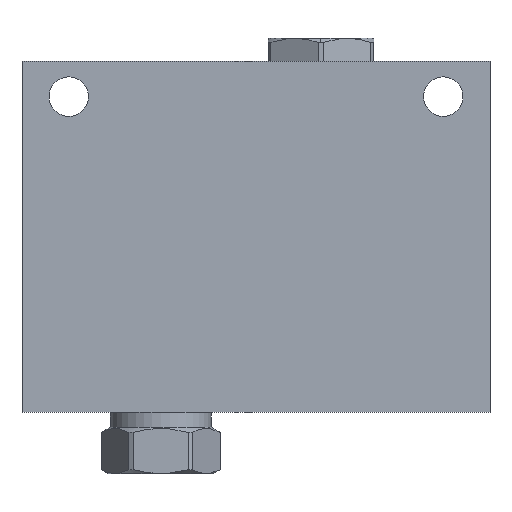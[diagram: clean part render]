
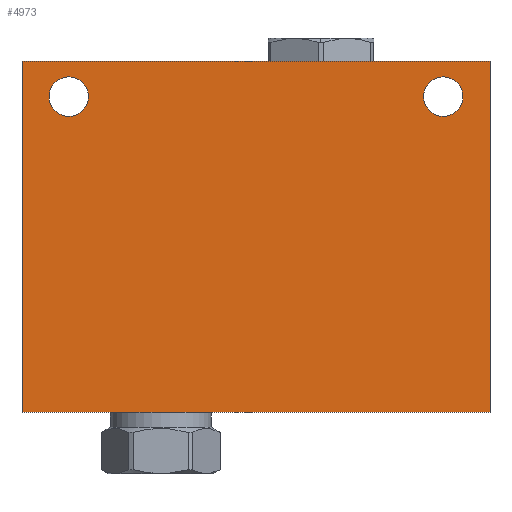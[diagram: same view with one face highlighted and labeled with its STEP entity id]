
A CAD part, front view. The second image highlights one B-rep face of the part: STEP entity #4973.
In plain terms, the highlighted planar face has unit normal (0, -1, 0).
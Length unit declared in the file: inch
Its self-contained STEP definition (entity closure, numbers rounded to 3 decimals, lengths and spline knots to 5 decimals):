
#5=DIRECTION('',(1.,0.,0.));
#6=VECTOR('',#5,5.);
#7=CARTESIAN_POINT('',(0.,-4.,0.));
#8=LINE('',#7,#6);
#105=DIRECTION('',(0.,0.,1.));
#106=VECTOR('',#105,3.75);
#107=CARTESIAN_POINT('',(5.,-4.,0.));
#108=LINE('',#107,#106);
#129=DIRECTION('',(0.,0.,1.));
#130=VECTOR('',#129,3.75);
#131=CARTESIAN_POINT('',(0.,-4.,0.));
#132=LINE('',#131,#130);
#133=CARTESIAN_POINT('',(4.5,-4.,3.375));
#134=DIRECTION('',(0.,1.,0.));
#135=DIRECTION('',(0.,0.,-1.));
#136=AXIS2_PLACEMENT_3D('',#133,#134,#135);
#138=CARTESIAN_POINT('',(4.5,-4.,3.375));
#139=DIRECTION('',(0.,1.,0.));
#140=DIRECTION('',(0.,0.,1.));
#141=AXIS2_PLACEMENT_3D('',#138,#139,#140);
#143=CARTESIAN_POINT('',(0.5,-4.,3.375));
#144=DIRECTION('',(0.,1.,0.));
#145=DIRECTION('',(0.,0.,-1.));
#146=AXIS2_PLACEMENT_3D('',#143,#144,#145);
#148=CARTESIAN_POINT('',(0.5,-4.,3.375));
#149=DIRECTION('',(0.,1.,0.));
#150=DIRECTION('',(0.,0.,1.));
#151=AXIS2_PLACEMENT_3D('',#148,#149,#150);
#165=DIRECTION('',(1.,0.,0.));
#166=VECTOR('',#165,5.);
#167=CARTESIAN_POINT('',(0.,-4.,3.75));
#168=LINE('',#167,#166);
#4269=CARTESIAN_POINT('',(0.,-4.,0.));
#4271=VERTEX_POINT('',#4269);
#4272=CARTESIAN_POINT('',(5.,-4.,0.));
#4273=VERTEX_POINT('',#4272);
#4277=CARTESIAN_POINT('',(0.,-4.,3.75));
#4279=VERTEX_POINT('',#4277);
#4280=CARTESIAN_POINT('',(5.,-4.,3.75));
#4281=VERTEX_POINT('',#4280);
#4628=CARTESIAN_POINT('',(4.5,-4.,3.164));
#4629=CARTESIAN_POINT('',(4.5,-4.,3.586));
#4630=VERTEX_POINT('',#4628);
#4631=VERTEX_POINT('',#4629);
#4636=CARTESIAN_POINT('',(0.5,-4.,3.164));
#4637=CARTESIAN_POINT('',(0.5,-4.,3.586));
#4638=VERTEX_POINT('',#4636);
#4639=VERTEX_POINT('',#4637);
#4949=CARTESIAN_POINT('',(0.,-4.,0.));
#4950=DIRECTION('',(0.,-1.,0.));
#4951=DIRECTION('',(1.,0.,0.));
#4952=AXIS2_PLACEMENT_3D('',#4949,#4950,#4951);
#4953=PLANE('',#4952);
#4954=ORIENTED_EDGE('',*,*,#4837,.F.);
#4955=ORIENTED_EDGE('',*,*,#4868,.T.);
#4957=ORIENTED_EDGE('',*,*,#4956,.T.);
#4958=ORIENTED_EDGE('',*,*,#4929,.F.);
#4959=EDGE_LOOP('',(#4954,#4955,#4957,#4958));
#4960=FACE_OUTER_BOUND('',#4959,.F.);
#4962=ORIENTED_EDGE('',*,*,#4961,.F.);
#4964=ORIENTED_EDGE('',*,*,#4963,.F.);
#4965=EDGE_LOOP('',(#4962,#4964));
#4966=FACE_BOUND('',#4965,.F.);
#4968=ORIENTED_EDGE('',*,*,#4967,.F.);
#4970=ORIENTED_EDGE('',*,*,#4969,.F.);
#4971=EDGE_LOOP('',(#4968,#4970));
#4972=FACE_BOUND('',#4971,.F.);
#4973=ADVANCED_FACE('',(#4960,#4966,#4972),#4953,.T.);
#137=CIRCLE('',#136,0.211);
#142=CIRCLE('',#141,0.211);
#147=CIRCLE('',#146,0.211);
#152=CIRCLE('',#151,0.211);
#4837=EDGE_CURVE('',#4271,#4273,#8,.T.);
#4868=EDGE_CURVE('',#4271,#4279,#132,.T.);
#4929=EDGE_CURVE('',#4273,#4281,#108,.T.);
#4956=EDGE_CURVE('',#4279,#4281,#168,.T.);
#4961=EDGE_CURVE('',#4630,#4631,#137,.T.);
#4963=EDGE_CURVE('',#4631,#4630,#142,.T.);
#4967=EDGE_CURVE('',#4638,#4639,#147,.T.);
#4969=EDGE_CURVE('',#4639,#4638,#152,.T.);
